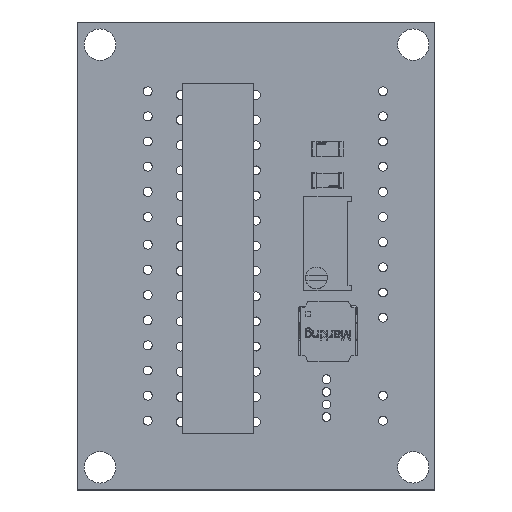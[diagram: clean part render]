
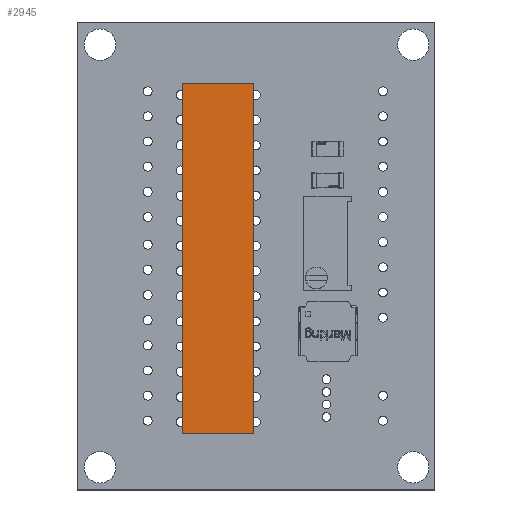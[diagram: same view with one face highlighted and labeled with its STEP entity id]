
A CAD part, top view. The second image highlights one B-rep face of the part: STEP entity #2945.
In plain terms, the highlighted planar face has unit normal (0, 0, 1).
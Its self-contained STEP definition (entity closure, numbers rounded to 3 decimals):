
#2816 = VERTEX_POINT('',#2817);
#2817 = CARTESIAN_POINT('',(-3.6,-17.65,4.58));
#2823 = EDGE_CURVE('',#2816,#2824,#2826,.T.);
#2824 = VERTEX_POINT('',#2825);
#2825 = CARTESIAN_POINT('',(3.6,-17.65,4.58));
#2826 = LINE('',#2827,#2828);
#2827 = CARTESIAN_POINT('',(-3.6,-17.65,4.58));
#2828 = VECTOR('',#2829,1.);
#2829 = DIRECTION('',(1.,0.,0.));
#2854 = EDGE_CURVE('',#2824,#2855,#2857,.T.);
#2855 = VERTEX_POINT('',#2856);
#2856 = CARTESIAN_POINT('',(3.6,17.65,4.58));
#2857 = LINE('',#2858,#2859);
#2858 = CARTESIAN_POINT('',(3.6,-17.65,4.58));
#2859 = VECTOR('',#2860,1.);
#2860 = DIRECTION('',(0.,1.,0.));
#2885 = EDGE_CURVE('',#2855,#2886,#2888,.T.);
#2886 = VERTEX_POINT('',#2887);
#2887 = CARTESIAN_POINT('',(-3.6,17.65,4.58));
#2888 = LINE('',#2889,#2890);
#2889 = CARTESIAN_POINT('',(3.6,17.65,4.58));
#2890 = VECTOR('',#2891,1.);
#2891 = DIRECTION('',(-1.,0.,0.));
#2916 = EDGE_CURVE('',#2886,#2816,#2917,.T.);
#2917 = LINE('',#2918,#2919);
#2918 = CARTESIAN_POINT('',(-3.6,17.65,4.58));
#2919 = VECTOR('',#2920,1.);
#2920 = DIRECTION('',(0.,-1.,0.));
#2945 = ADVANCED_FACE('',(#2946),#2952,.F.);
#2946 = FACE_BOUND('',#2947,.T.);
#2947 = EDGE_LOOP('',(#2948,#2949,#2950,#2951));
#2948 = ORIENTED_EDGE('',*,*,#2823,.T.);
#2949 = ORIENTED_EDGE('',*,*,#2854,.T.);
#2950 = ORIENTED_EDGE('',*,*,#2885,.T.);
#2951 = ORIENTED_EDGE('',*,*,#2916,.T.);
#2952 = PLANE('',#2953);
#2953 = AXIS2_PLACEMENT_3D('',#2954,#2955,#2956);
#2954 = CARTESIAN_POINT('',(-3.6,-17.65,4.58));
#2955 = DIRECTION('',(0.,0.,-1.));
#2956 = DIRECTION('',(-1.,0.,0.));
